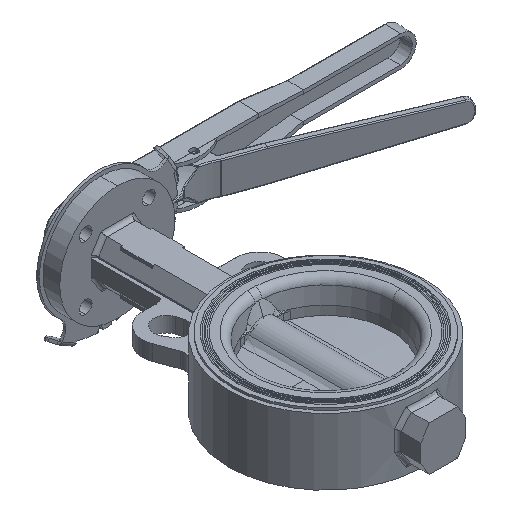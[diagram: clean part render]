
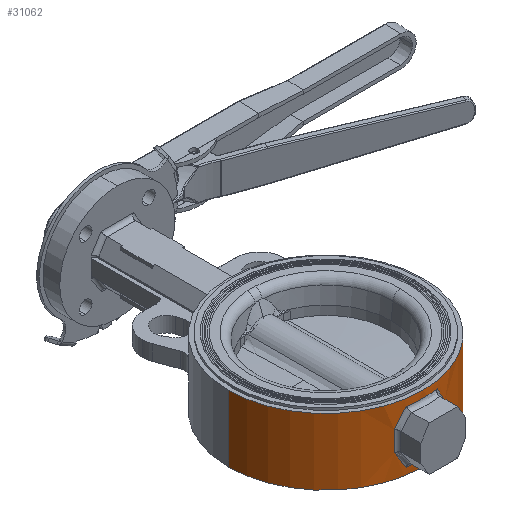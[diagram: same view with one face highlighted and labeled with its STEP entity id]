
A CAD part, isometric view. The second image highlights one B-rep face of the part: STEP entity #31062.
In plain terms, the highlighted cylindrical face has radius 76 mm (diameter 152 mm), a partial arc.
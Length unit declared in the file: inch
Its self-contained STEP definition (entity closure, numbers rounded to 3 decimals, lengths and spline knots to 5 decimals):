
#42 = CARTESIAN_POINT ( 'NONE',  ( 2.39383, 0.50594, 4.43004 ) ) ;
#258 = FACE_OUTER_BOUND ( 'NONE', #30931, .T. ) ;
#285 = CARTESIAN_POINT ( 'NONE',  ( 2.39383, 0.50594, 4.43004 ) ) ;
#332 = ORIENTED_EDGE ( 'NONE', *, *, #33462, .T. ) ;
#1657 = CARTESIAN_POINT ( 'NONE',  ( 2.39383, 0.50594, 2.81587 ) ) ;
#1773 = DIRECTION ( 'NONE',  ( -1., 0., 0. ) ) ;
#1929 = VERTEX_POINT ( 'NONE', #7119 ) ;
#2233 = VERTEX_POINT ( 'NONE', #22160 ) ;
#2391 = ORIENTED_EDGE ( 'NONE', *, *, #34251, .F. ) ;
#2513 = CARTESIAN_POINT ( 'NONE',  ( 2.19493, 0.54345, 3.14986 ) ) ;
#2746 = CYLINDRICAL_SURFACE ( 'NONE', #32709, 2.99213 ) ;
#2763 = VERTEX_POINT ( 'NONE', #21999 ) ;
#3171 = VECTOR ( 'NONE', #18213, 39.37008 ) ;
#4552 = CARTESIAN_POINT ( 'NONE',  ( 3.35336, 0.50594, 4.43004 ) ) ;
#4778 = CARTESIAN_POINT ( 'NONE',  ( 3.45329, 0.52218, 2.98366 ) ) ;
#5077 = CIRCLE ( 'NONE', #5625, 2.99213 ) ;
#5541 = CARTESIAN_POINT ( 'NONE',  ( 2.09716, 0.56972, 3.31402 ) ) ;
#5625 = AXIS2_PLACEMENT_3D ( 'NONE', #31935, #7606, #1773 ) ;
#5831 = EDGE_CURVE ( 'NONE', #25825, #22207, #25406, .T. ) ;
#6027 = CARTESIAN_POINT ( 'NONE',  ( -0.11853, 3.45935, 4.64626 ) ) ;
#6134 = VERTEX_POINT ( 'NONE', #16878 ) ;
#6449 = DIRECTION ( 'NONE',  ( 0., 0., -1. ) ) ;
#6470 = ORIENTED_EDGE ( 'NONE', *, *, #30286, .F. ) ;
#7025 =( BOUNDED_CURVE ( )  B_SPLINE_CURVE ( 3, ( #23022, #26424, #4778, #29103 ),
 .UNSPECIFIED., .F., .T. ) 
 B_SPLINE_CURVE_WITH_KNOTS ( ( 4, 4 ),
 ( 4.44989, 4.55135 ),
 .UNSPECIFIED. ) 
 CURVE ( )  GEOMETRIC_REPRESENTATION_ITEM ( )  RATIONAL_B_SPLINE_CURVE ( ( 1., 0.999, 0.999, 1. ) ) 
 REPRESENTATION_ITEM ( '' )  );
#7095 = CARTESIAN_POINT ( 'NONE',  ( 3.65003, 0.56972, 3.93189 ) ) ;
#7119 = CARTESIAN_POINT ( 'NONE',  ( 3.65003, 0.56972, 3.93189 ) ) ;
#7286 = CARTESIAN_POINT ( 'NONE',  ( 3.45329, 0.52218, 4.26225 ) ) ;
#7468 = EDGE_CURVE ( 'NONE', #16499, #33788, #17684, .T. ) ;
#7606 = DIRECTION ( 'NONE',  ( 0., 0., -1. ) ) ;
#9661 = EDGE_CURVE ( 'NONE', #25547, #33788, #5077, .T. ) ;
#10115 = DIRECTION ( 'NONE',  ( 1., 0., 0. ) ) ;
#10118 = CARTESIAN_POINT ( 'NONE',  ( 3.35336, 0.50594, 4.43004 ) ) ;
#10733 = ORIENTED_EDGE ( 'NONE', *, *, #29852, .T. ) ;
#11183 = AXIS2_PLACEMENT_3D ( 'NONE', #23637, #26139, #34159 ) ;
#11206 = CARTESIAN_POINT ( 'NONE',  ( 2.8736, 3.45935, 2.81587 ) ) ;
#11425 = VECTOR ( 'NONE', #30016, 39.37008 ) ;
#11593 = CARTESIAN_POINT ( 'NONE',  ( 2.09716, 0.56972, 3.93189 ) ) ;
#11749 = ORIENTED_EDGE ( 'NONE', *, *, #7468, .T. ) ;
#11880 = ORIENTED_EDGE ( 'NONE', *, *, #31706, .T. ) ;
#12230 = DIRECTION ( 'NONE',  ( 0., 0., 1. ) ) ;
#12235 = CARTESIAN_POINT ( 'NONE',  ( 3.55226, 0.54345, 4.09606 ) ) ;
#12680 = EDGE_CURVE ( 'NONE', #1929, #2233, #22342, .T. ) ;
#12968 = CARTESIAN_POINT ( 'NONE',  ( 2.8736, 3.45935, 4.43004 ) ) ;
#13949 = DIRECTION ( 'NONE',  ( 0., 0., -1. ) ) ;
#14000 = CIRCLE ( 'NONE', #32876, 2.99213 ) ;
#14206 = ORIENTED_EDGE ( 'NONE', *, *, #12680, .T. ) ;
#14408 = DIRECTION ( 'NONE',  ( 0., 0., -1. ) ) ;
#14802 =( BOUNDED_CURVE ( )  B_SPLINE_CURVE ( 3, ( #11593, #32532, #29863, #42 ),
 .UNSPECIFIED., .F., .T. ) 
 B_SPLINE_CURVE_WITH_KNOTS ( ( 4, 4 ),
 ( 1.3083, 1.40976 ),
 .UNSPECIFIED. ) 
 CURVE ( )  GEOMETRIC_REPRESENTATION_ITEM ( )  RATIONAL_B_SPLINE_CURVE ( ( 1., 0.999, 0.999, 1. ) ) 
 REPRESENTATION_ITEM ( '' )  );
#15476 = VERTEX_POINT ( 'NONE', #285 ) ;
#15872 = ORIENTED_EDGE ( 'NONE', *, *, #23420, .T. ) ;
#16371 = DIRECTION ( 'NONE',  ( 0., 0., 1. ) ) ;
#16499 = VERTEX_POINT ( 'NONE', #6027 ) ;
#16878 = CARTESIAN_POINT ( 'NONE',  ( 2.09716, 0.56972, 3.93189 ) ) ;
#17684 = LINE ( 'NONE', #28619, #3171 ) ;
#17862 = LINE ( 'NONE', #22718, #22562 ) ;
#17915 = VERTEX_POINT ( 'NONE', #4552 ) ;
#18213 = DIRECTION ( 'NONE',  ( 0., 0., -1. ) ) ;
#18364 = CARTESIAN_POINT ( 'NONE',  ( 2.39383, 0.50594, 2.81587 ) ) ;
#19098 = AXIS2_PLACEMENT_3D ( 'NONE', #11206, #14408, #33205 ) ;
#21067 = EDGE_CURVE ( 'NONE', #2233, #25825, #7025, .T. ) ;
#21337 = ORIENTED_EDGE ( 'NONE', *, *, #9661, .F. ) ;
#21999 = CARTESIAN_POINT ( 'NONE',  ( 5.86572, 3.45935, 4.64626 ) ) ;
#22160 = CARTESIAN_POINT ( 'NONE',  ( 3.65003, 0.56972, 3.31402 ) ) ;
#22207 = VERTEX_POINT ( 'NONE', #18364 ) ;
#22342 = LINE ( 'NONE', #27168, #11425 ) ;
#22562 = VECTOR ( 'NONE', #6449, 39.37008 ) ;
#22718 = CARTESIAN_POINT ( 'NONE',  ( 5.86572, 3.45935, 4.66626 ) ) ;
#23022 = CARTESIAN_POINT ( 'NONE',  ( 3.65003, 0.56972, 3.31402 ) ) ;
#23420 = EDGE_CURVE ( 'NONE', #22207, #31400, #32593, .T. ) ;
#23637 = CARTESIAN_POINT ( 'NONE',  ( 2.8736, 3.45935, 4.64626 ) ) ;
#25290 = EDGE_LOOP ( 'NONE', ( #26394, #332, #10733, #11880, #14206, #28934, #34636, #15872 ) ) ;
#25406 = CIRCLE ( 'NONE', #19098, 2.99213 ) ;
#25547 = VERTEX_POINT ( 'NONE', #31552 ) ;
#25825 = VERTEX_POINT ( 'NONE', #26189 ) ;
#26072 = VECTOR ( 'NONE', #16371, 39.37008 ) ;
#26139 = DIRECTION ( 'NONE',  ( 0., 0., 1. ) ) ;
#26189 = CARTESIAN_POINT ( 'NONE',  ( 3.35336, 0.50594, 2.81587 ) ) ;
#26394 = ORIENTED_EDGE ( 'NONE', *, *, #34882, .T. ) ;
#26424 = CARTESIAN_POINT ( 'NONE',  ( 3.55226, 0.54345, 3.14986 ) ) ;
#26634 = CARTESIAN_POINT ( 'NONE',  ( 2.09716, 0.56972, 4.66626 ) ) ;
#26800 = LINE ( 'NONE', #26634, #26072 ) ;
#26996 = CARTESIAN_POINT ( 'NONE',  ( 2.2939, 0.52218, 2.98366 ) ) ;
#27168 = CARTESIAN_POINT ( 'NONE',  ( 3.65003, 0.56972, 4.66626 ) ) ;
#27587 = DIRECTION ( 'NONE',  ( -1., 0., 0. ) ) ;
#28619 = CARTESIAN_POINT ( 'NONE',  ( -0.11853, 3.45935, 4.66626 ) ) ;
#28689 = CARTESIAN_POINT ( 'NONE',  ( -0.11853, 3.45935, 2.59965 ) ) ;
#28934 = ORIENTED_EDGE ( 'NONE', *, *, #21067, .T. ) ;
#29103 = CARTESIAN_POINT ( 'NONE',  ( 3.35336, 0.50594, 2.81587 ) ) ;
#29852 = EDGE_CURVE ( 'NONE', #15476, #17915, #14000, .T. ) ;
#29863 = CARTESIAN_POINT ( 'NONE',  ( 2.2939, 0.52218, 4.26225 ) ) ;
#29903 = CARTESIAN_POINT ( 'NONE',  ( 2.8736, 3.45935, 4.66626 ) ) ;
#30016 = DIRECTION ( 'NONE',  ( 0., 0., -1. ) ) ;
#30017 = CARTESIAN_POINT ( 'NONE',  ( 2.09716, 0.56972, 3.31402 ) ) ;
#30246 = FACE_BOUND ( 'NONE', #25290, .T. ) ;
#30286 = EDGE_CURVE ( 'NONE', #16499, #2763, #34635, .T. ) ;
#30931 = EDGE_LOOP ( 'NONE', ( #2391, #6470, #11749, #21337 ) ) ;
#31062 = ADVANCED_FACE ( 'NONE', ( #258, #30246 ), #2746, .T. ) ;
#31400 = VERTEX_POINT ( 'NONE', #5541 ) ;
#31552 = CARTESIAN_POINT ( 'NONE',  ( 5.86572, 3.45935, 2.59965 ) ) ;
#31706 = EDGE_CURVE ( 'NONE', #17915, #1929, #31955, .T. ) ;
#31935 = CARTESIAN_POINT ( 'NONE',  ( 2.8736, 3.45935, 2.59965 ) ) ;
#31955 =( BOUNDED_CURVE ( )  B_SPLINE_CURVE ( 3, ( #10118, #7286, #12235, #7095 ),
 .UNSPECIFIED., .F., .T. ) 
 B_SPLINE_CURVE_WITH_KNOTS ( ( 4, 4 ),
 ( 4.87343, 4.97489 ),
 .UNSPECIFIED. ) 
 CURVE ( )  GEOMETRIC_REPRESENTATION_ITEM ( )  RATIONAL_B_SPLINE_CURVE ( ( 1., 0.999, 0.999, 1. ) ) 
 REPRESENTATION_ITEM ( '' )  );
#32532 = CARTESIAN_POINT ( 'NONE',  ( 2.19493, 0.54345, 4.09606 ) ) ;
#32593 =( BOUNDED_CURVE ( )  B_SPLINE_CURVE ( 3, ( #1657, #26996, #2513, #30017 ),
 .UNSPECIFIED., .F., .T. ) 
 B_SPLINE_CURVE_WITH_KNOTS ( ( 4, 4 ),
 ( 1.73183, 1.83329 ),
 .UNSPECIFIED. ) 
 CURVE ( )  GEOMETRIC_REPRESENTATION_ITEM ( )  RATIONAL_B_SPLINE_CURVE ( ( 1., 0.999, 0.999, 1. ) ) 
 REPRESENTATION_ITEM ( '' )  );
#32709 = AXIS2_PLACEMENT_3D ( 'NONE', #29903, #13949, #27587 ) ;
#32876 = AXIS2_PLACEMENT_3D ( 'NONE', #12968, #12230, #10115 ) ;
#33205 = DIRECTION ( 'NONE',  ( -1., 0., 0. ) ) ;
#33462 = EDGE_CURVE ( 'NONE', #6134, #15476, #14802, .T. ) ;
#33788 = VERTEX_POINT ( 'NONE', #28689 ) ;
#34159 = DIRECTION ( 'NONE',  ( 1., 0., 0. ) ) ;
#34251 = EDGE_CURVE ( 'NONE', #2763, #25547, #17862, .T. ) ;
#34635 = CIRCLE ( 'NONE', #11183, 2.99213 ) ;
#34636 = ORIENTED_EDGE ( 'NONE', *, *, #5831, .T. ) ;
#34882 = EDGE_CURVE ( 'NONE', #31400, #6134, #26800, .T. ) ;
